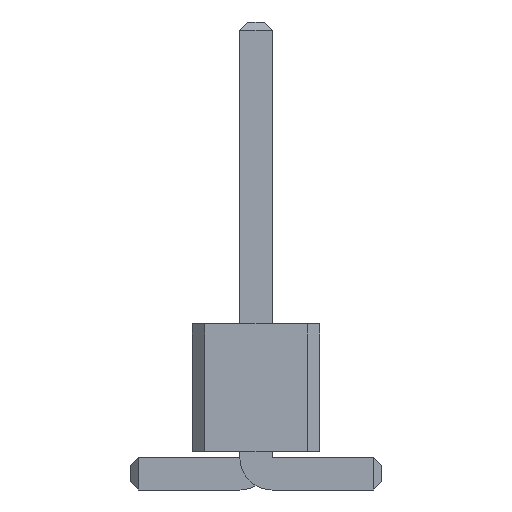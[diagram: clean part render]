
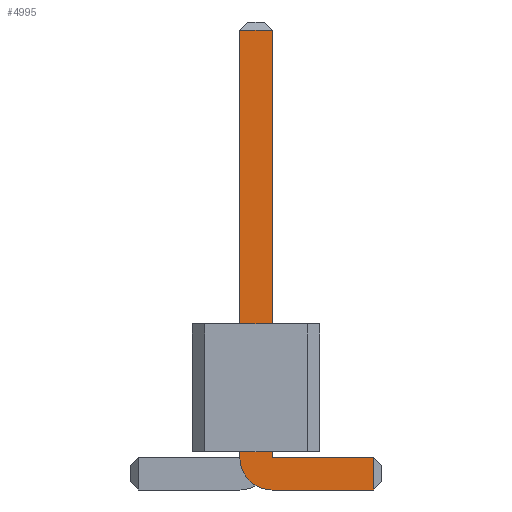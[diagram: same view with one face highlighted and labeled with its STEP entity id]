
A CAD part, front view. The second image highlights one B-rep face of the part: STEP entity #4995.
In plain terms, the highlighted planar face has unit normal (0, -1, 0).
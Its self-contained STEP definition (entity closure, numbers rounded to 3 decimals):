
#13=DIRECTION('',(0.,0.,1.));
#67=DIRECTION('',(1.,0.,0.));
#2264=VECTOR('',#67,1.);
#2275=DIRECTION('',(0.,1.,0.));
#2317=DIRECTION('',(-1.,0.,0.));
#4795=VECTOR('',#2317,1.);
#4803=DIRECTION('',(-0.,1.,0.));
#4804=DIRECTION('',(0.,0.,-1.));
#4811=VECTOR('',#4812,1.);
#4812=DIRECTION('',(0.,0.,1.));
#4823=VECTOR('',#4804,1.);
#4841=VERTEX_POINT('',#4842);
#4842=CARTESIAN_POINT('',(2.34,-48.58,0.));
#4845=ORIENTED_EDGE('',*,*,#4846,.T.);
#4846=EDGE_CURVE('',#4841,#4847,#4849,.T.);
#4847=VERTEX_POINT('',#4848);
#4848=CARTESIAN_POINT('',(0.32,-48.58,0.));
#4849=LINE('',#4850,#4795);
#4850=CARTESIAN_POINT('',(2.5,-48.58,0.));
#4889=VERTEX_POINT('',#4890);
#4890=CARTESIAN_POINT('',(-0.32,-48.58,0.64));
#4893=EDGE_CURVE('',#4847,#4889,#4894,.T.);
#4894=CIRCLE('',#4895,0.64);
#4895=AXIS2_PLACEMENT_3D('',#4896,#4803,#4804);
#4896=CARTESIAN_POINT('',(0.32,-48.58,0.64));
#4905=VERTEX_POINT('',#4896);
#4907=ORIENTED_EDGE('',*,*,#4908,.T.);
#4908=EDGE_CURVE('',#4905,#4909,#4911,.T.);
#4909=VERTEX_POINT('',#4910);
#4910=CARTESIAN_POINT('',(2.34,-48.58,0.64));
#4911=LINE('',#4896,#2264);
#4921=ORIENTED_EDGE('',*,*,#4922,.T.);
#4922=EDGE_CURVE('',#4889,#4923,#4925,.T.);
#4923=VERTEX_POINT('',#4924);
#4924=CARTESIAN_POINT('',(-0.32,-48.58,9.14));
#4925=LINE('',#4926,#4811);
#4926=CARTESIAN_POINT('',(-0.32,-48.58,0.));
#4939=VERTEX_POINT('',#4940);
#4940=CARTESIAN_POINT('',(0.32,-48.58,9.14));
#4942=ORIENTED_EDGE('',*,*,#4943,.T.);
#4943=EDGE_CURVE('',#4939,#4905,#4944,.T.);
#4944=LINE('',#4945,#4823);
#4945=CARTESIAN_POINT('',(0.32,-48.58,9.3));
#4995=ADVANCED_FACE('',(#4996),#5005,.F.);
#4996=FACE_BOUND('',#4997,.F.);
#4997=EDGE_LOOP('',(#4845,#4998,#4921,#4999,#4942,#4907,#5002));
#4998=ORIENTED_EDGE('',*,*,#4893,.T.);
#4999=ORIENTED_EDGE('',*,*,#5000,.T.);
#5000=EDGE_CURVE('',#4923,#4939,#5001,.T.);
#5001=LINE('',#4924,#2264);
#5002=ORIENTED_EDGE('',*,*,#5003,.T.);
#5003=EDGE_CURVE('',#4909,#4841,#5004,.T.);
#5004=LINE('',#4910,#4823);
#5005=PLANE('',#5006);
#5006=AXIS2_PLACEMENT_3D('',#5007,#2275,#13);
#5007=CARTESIAN_POINT('',(0.311,-48.58,3.871));
